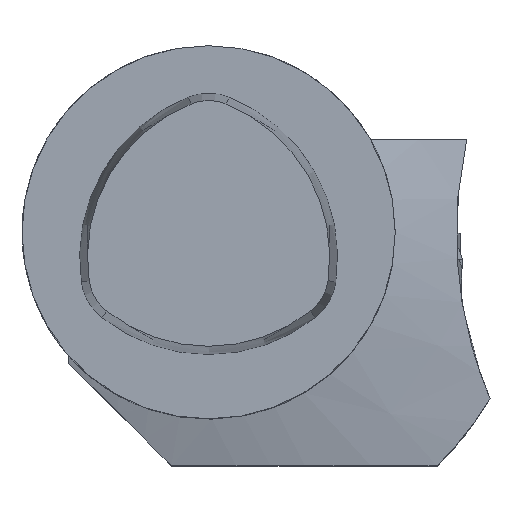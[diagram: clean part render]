
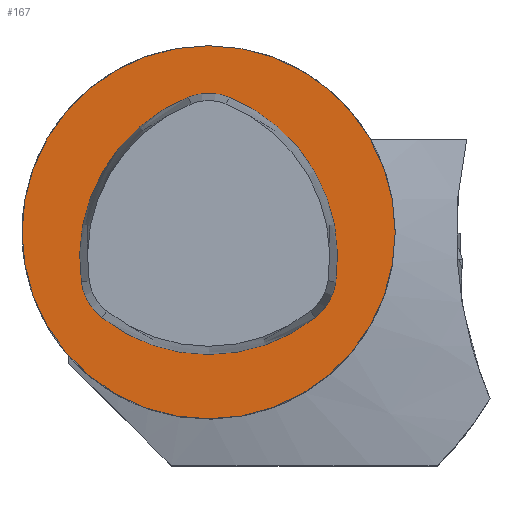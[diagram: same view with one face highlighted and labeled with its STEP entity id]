
A CAD part, top view. The second image highlights one B-rep face of the part: STEP entity #167.
In plain terms, the highlighted planar face has unit normal (0, 0, 1).
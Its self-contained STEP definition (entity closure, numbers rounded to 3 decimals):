
#167=ADVANCED_FACE('',(#329),#257,.T.);
#257=PLANE('',#1815);
#329=FACE_OUTER_BOUND('',#429,.T.);
#429=EDGE_LOOP('',(#642));
#514=CIRCLE('',#1804,20.);
#642=ORIENTED_EDGE('',*,*,#1261,.T.);
#1085=VERTEX_POINT('',#2620);
#1261=EDGE_CURVE('',#1085,#1085,#514,.T.);
#1804=AXIS2_PLACEMENT_3D('',#2619,#2048,#2049);
#1815=AXIS2_PLACEMENT_3D('',#2676,#2076,#2077);
#2048=DIRECTION('',(0.,0.,1.));
#2049=DIRECTION('',(-1.,0.,0.));
#2076=DIRECTION('',(0.,0.,1.));
#2077=DIRECTION('',(-1.,0.,0.));
#2619=CARTESIAN_POINT('',(0.,0.,0.));
#2620=CARTESIAN_POINT('',(-20.,0.,0.));
#2676=CARTESIAN_POINT('',(0.,0.,0.));
